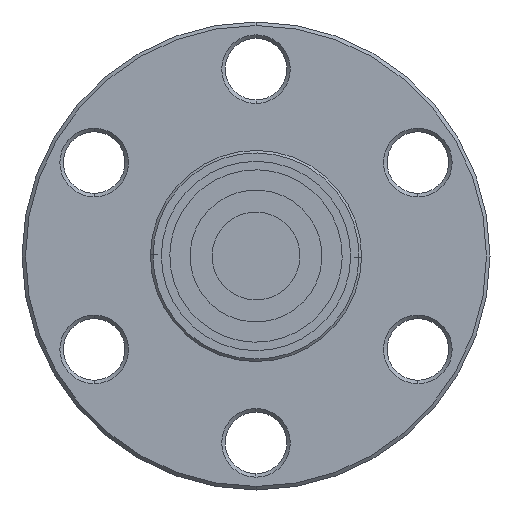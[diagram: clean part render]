
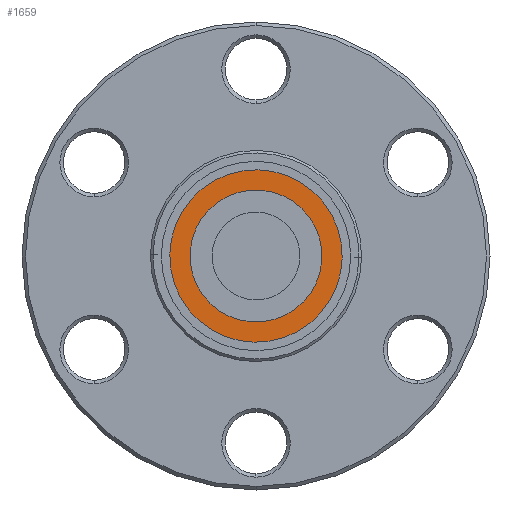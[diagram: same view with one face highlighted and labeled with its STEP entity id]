
A CAD part, front view. The second image highlights one B-rep face of the part: STEP entity #1659.
In plain terms, the highlighted planar face has unit normal (0, -1, 0).
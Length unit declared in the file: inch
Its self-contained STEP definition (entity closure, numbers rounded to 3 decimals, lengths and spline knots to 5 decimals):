
#59 = VERTEX_POINT ( 'NONE', #2248 ) ;
#80 = CIRCLE ( 'NONE', #2625, 0.1875 ) ;
#156 = EDGE_CURVE ( 'NONE', #59, #1496, #1513, .T. ) ;
#170 = DIRECTION ( 'NONE',  ( 0., -1., 0. ) ) ;
#228 = DIRECTION ( 'NONE',  ( 0., 0., -1. ) ) ;
#280 = CARTESIAN_POINT ( 'NONE',  ( 0.23207, -1.31975, 0.07853 ) ) ;
#340 = AXIS2_PLACEMENT_3D ( 'NONE', #656, #170, #2588 ) ;
#407 = CIRCLE ( 'NONE', #2669, 0.245 ) ;
#415 = EDGE_CURVE ( 'NONE', #1496, #59, #407, .T. ) ;
#420 = FACE_OUTER_BOUND ( 'NONE', #1939, .T. ) ;
#606 = EDGE_CURVE ( 'NONE', #2149, #2791, #80, .T. ) ;
#656 = CARTESIAN_POINT ( 'NONE',  ( -0.11367, -1.31975, -0.03846 ) ) ;
#670 = ORIENTED_EDGE ( 'NONE', *, *, #156, .T. ) ;
#927 = CARTESIAN_POINT ( 'NONE',  ( 0., -1.31975, 0. ) ) ;
#1053 = DIRECTION ( 'NONE',  ( 0., -1., 0. ) ) ;
#1137 = ORIENTED_EDGE ( 'NONE', *, *, #606, .T. ) ;
#1149 = DIRECTION ( 'NONE',  ( 0., 1., 0. ) ) ;
#1278 = AXIS2_PLACEMENT_3D ( 'NONE', #927, #1624, #1583 ) ;
#1322 = CARTESIAN_POINT ( 'NONE',  ( 0., -1.31975, 0. ) ) ;
#1496 = VERTEX_POINT ( 'NONE', #280 ) ;
#1513 = CIRCLE ( 'NONE', #1278, 0.245 ) ;
#1583 = DIRECTION ( 'NONE',  ( -0.947, 0., -0.321 ) ) ;
#1624 = DIRECTION ( 'NONE',  ( 0., -1., 0. ) ) ;
#1659 = ADVANCED_FACE ( 'NONE', ( #2848, #420 ), #2147, .T. ) ;
#1705 = ORIENTED_EDGE ( 'NONE', *, *, #1746, .T. ) ;
#1720 = CIRCLE ( 'NONE', #2462, 0.1875 ) ;
#1746 = EDGE_CURVE ( 'NONE', #2791, #2149, #1720, .T. ) ;
#1939 = EDGE_LOOP ( 'NONE', ( #670, #1963 ) ) ;
#1958 = CARTESIAN_POINT ( 'NONE',  ( 0., -1.31975, 0. ) ) ;
#1963 = ORIENTED_EDGE ( 'NONE', *, *, #415, .T. ) ;
#2030 = DIRECTION ( 'NONE',  ( 0., 0., -1. ) ) ;
#2147 = PLANE ( 'NONE',  #340 ) ;
#2149 = VERTEX_POINT ( 'NONE', #2827 ) ;
#2174 = DIRECTION ( 'NONE',  ( -0.947, 0., -0.321 ) ) ;
#2194 = EDGE_LOOP ( 'NONE', ( #1137, #1705 ) ) ;
#2219 = CARTESIAN_POINT ( 'NONE',  ( -0.05102, -1.31975, 0.18043 ) ) ;
#2248 = CARTESIAN_POINT ( 'NONE',  ( -0.23207, -1.31975, -0.07853 ) ) ;
#2434 = CARTESIAN_POINT ( 'NONE',  ( 0., -1.31975, 0. ) ) ;
#2462 = AXIS2_PLACEMENT_3D ( 'NONE', #1322, #2645, #228 ) ;
#2588 = DIRECTION ( 'NONE',  ( -0.947, 0., -0.321 ) ) ;
#2625 = AXIS2_PLACEMENT_3D ( 'NONE', #2434, #1149, #2030 ) ;
#2645 = DIRECTION ( 'NONE',  ( 0., 1., 0. ) ) ;
#2669 = AXIS2_PLACEMENT_3D ( 'NONE', #1958, #1053, #2174 ) ;
#2791 = VERTEX_POINT ( 'NONE', #2219 ) ;
#2827 = CARTESIAN_POINT ( 'NONE',  ( 0.05102, -1.31975, -0.18043 ) ) ;
#2848 = FACE_BOUND ( 'NONE', #2194, .T. ) ;
